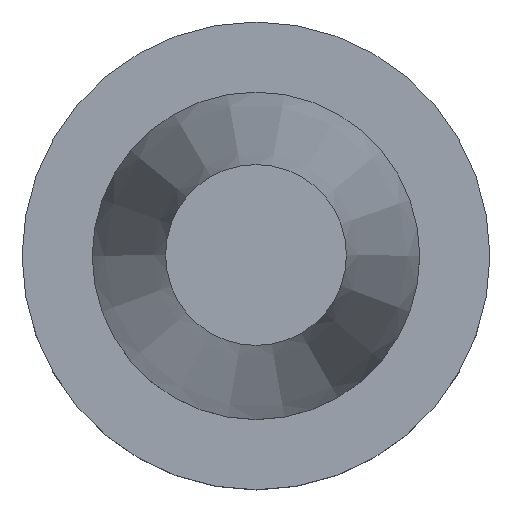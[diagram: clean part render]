
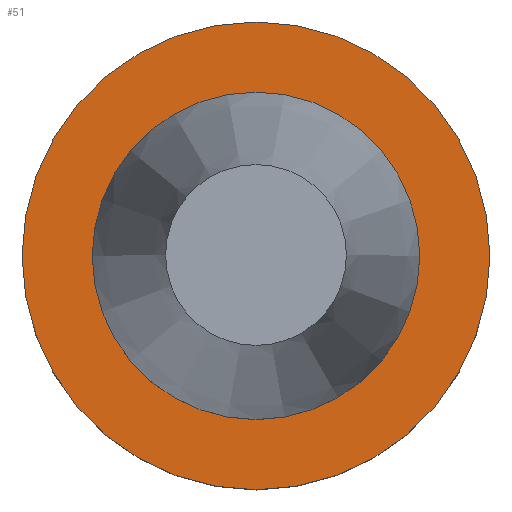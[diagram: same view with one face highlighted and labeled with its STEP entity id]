
A CAD part, top view. The second image highlights one B-rep face of the part: STEP entity #51.
In plain terms, the highlighted planar face has unit normal (0, 0, 1).
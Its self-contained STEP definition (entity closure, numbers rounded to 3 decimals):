
#37=PLANE('',#247);
#51=ADVANCED_FACE('',(#79,#80),#37,.T.);
#79=FACE_BOUND('',#107,.T.);
#80=FACE_BOUND('',#108,.T.);
#107=EDGE_LOOP('',(#137));
#108=EDGE_LOOP('',(#138));
#137=ORIENTED_EDGE('',*,*,#178,.T.);
#138=ORIENTED_EDGE('',*,*,#177,.F.);
#162=VERTEX_POINT('',#358);
#163=VERTEX_POINT('',#361);
#177=EDGE_CURVE('',#162,#162,#192,.T.);
#178=EDGE_CURVE('',#163,#163,#193,.T.);
#192=CIRCLE('',#244,31.75);
#193=CIRCLE('',#246,22.225);
#244=AXIS2_PLACEMENT_3D('',#357,#292,#293);
#246=AXIS2_PLACEMENT_3D('',#360,#296,#297);
#247=AXIS2_PLACEMENT_3D('',#362,#298,#299);
#292=DIRECTION('',(0.,0.,-1.));
#293=DIRECTION('',(-1.,0.,0.));
#296=DIRECTION('',(0.,0.,-1.));
#297=DIRECTION('',(-1.,0.,0.));
#298=DIRECTION('',(0.,0.,1.));
#299=DIRECTION('',(1.,0.,0.));
#357=CARTESIAN_POINT('',(0.,0.,-3.2));
#358=CARTESIAN_POINT('',(-31.75,0.,-3.2));
#360=CARTESIAN_POINT('',(0.,0.,-3.2));
#361=CARTESIAN_POINT('',(-22.225,0.,-3.2));
#362=CARTESIAN_POINT('',(-31.75,0.,-3.2));
